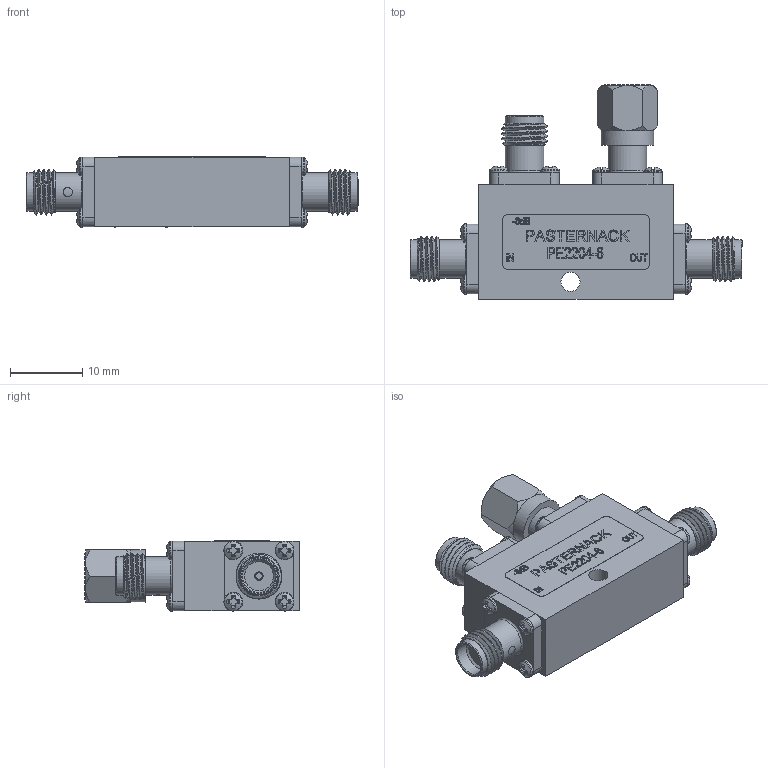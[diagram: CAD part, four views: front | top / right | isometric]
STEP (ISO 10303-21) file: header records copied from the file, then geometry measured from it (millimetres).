
FILE_DESCRIPTION (( 'STEP AP203' ), '1' );
FILE_NAME ('PE2204-6.step', '2020-01-23T22:42:44', ( '' ), ( '' ), 'SwSTEP 2.0', 'SolidWorks 2018', '' );
FILE_SCHEMA (( 'CONFIG_CONTROL_DESIGN' ));
Length unit declared in the file: inch
Products named in the file (1): PE2204-6
Bounding box: 45.97 x 29.72 x 9.73 mm (x, y, z)
Volume: 5565.9 mm3; surface area: 3781.3 mm2
Topology: 2 solids, 20 shells, 1028 faces, 2647 edges, 1747 vertices
Faces by surface type: plane 597, bspline 188, cylinder 164, cone 75, torus 4
Full cylindrical faces by diameter (mm): 0.914 x3, 1.016 x1, 1.092 x12, 1.168 x3, 1.27 x1, 1.93 x4, 2.504 x4, 2.591 x12, 2.667 x1, 4.521 x3, 5.08 x4, 5.334 x7, 6.35 x1, 7.29 x1
Entity records: 48392 total; most frequent: CARTESIAN_POINT 26059, ORIENTED_EDGE 5032, DIRECTION 3586, EDGE_CURVE 2516, VERTEX_POINT 1706, VECTOR 1296, LINE 1296, EDGE_LOOP 1218
